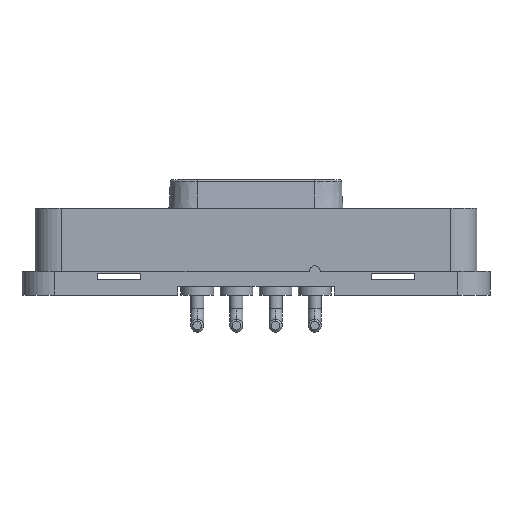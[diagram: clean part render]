
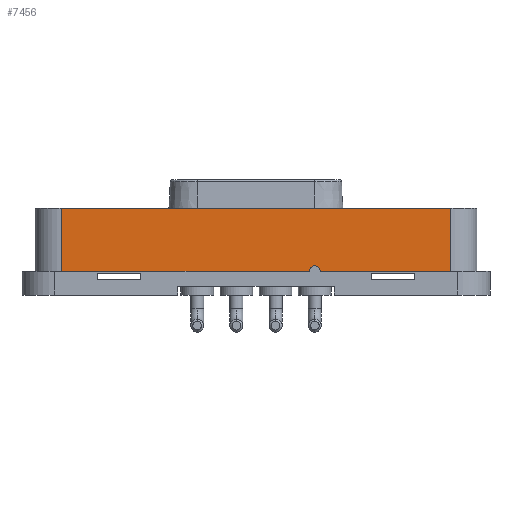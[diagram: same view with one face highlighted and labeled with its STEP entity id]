
A CAD part, front view. The second image highlights one B-rep face of the part: STEP entity #7456.
In plain terms, the highlighted planar face has unit normal (0, -1, 0).
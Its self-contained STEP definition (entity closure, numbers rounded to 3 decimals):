
#19 = VECTOR ( 'NONE', #6893, 1000. ) ;
#448 = ORIENTED_EDGE ( 'NONE', *, *, #5566, .F. ) ;
#595 = CARTESIAN_POINT ( 'NONE',  ( -8.95, -21.75, 0. ) ) ;
#645 = VERTEX_POINT ( 'NONE', #7155 ) ;
#810 = ORIENTED_EDGE ( 'NONE', *, *, #6317, .T. ) ;
#841 = CARTESIAN_POINT ( 'NONE',  ( -10.15, -21.75, -4. ) ) ;
#1389 = DIRECTION ( 'NONE',  ( 0., 0., 1. ) ) ;
#1442 = DIRECTION ( 'NONE',  ( -1., 0., 0. ) ) ;
#1757 = VERTEX_POINT ( 'NONE', #3404 ) ;
#2003 = CARTESIAN_POINT ( 'NONE',  ( -8.95, -21.75, -2.9 ) ) ;
#2388 = VECTOR ( 'NONE', #3109, 1000. ) ;
#2389 = DIRECTION ( 'NONE',  ( 0., 0., 1. ) ) ;
#2460 = FACE_OUTER_BOUND ( 'NONE', #7693, .T. ) ;
#2499 = ORIENTED_EDGE ( 'NONE', *, *, #3541, .F. ) ;
#2771 = CARTESIAN_POINT ( 'NONE',  ( -8.95, -21.75, 0. ) ) ;
#2791 = VERTEX_POINT ( 'NONE', #2795 ) ;
#2795 = CARTESIAN_POINT ( 'NONE',  ( -8.95, -21.75, 0. ) ) ;
#2809 = VERTEX_POINT ( 'NONE', #2003 ) ;
#3074 = CARTESIAN_POINT ( 'NONE',  ( 2.7, -21.75, -2.9 ) ) ;
#3109 = DIRECTION ( 'NONE',  ( -1., 0., 0. ) ) ;
#3199 = LINE ( 'NONE', #7022, #3602 ) ;
#3404 = CARTESIAN_POINT ( 'NONE',  ( 8.95, -21.75, -2.9 ) ) ;
#3439 = AXIS2_PLACEMENT_3D ( 'NONE', #841, #7230, #5857 ) ;
#3447 = LINE ( 'NONE', #2771, #19 ) ;
#3541 = EDGE_CURVE ( 'NONE', #1757, #9048, #3835, .T. ) ;
#3602 = VECTOR ( 'NONE', #1442, 1000. ) ;
#3637 = ORIENTED_EDGE ( 'NONE', *, *, #5600, .T. ) ;
#3835 = LINE ( 'NONE', #4614, #2388 ) ;
#4034 = VERTEX_POINT ( 'NONE', #8239 ) ;
#4614 = CARTESIAN_POINT ( 'NONE',  ( 8.95, -21.75, -2.9 ) ) ;
#4702 = LINE ( 'NONE', #595, #6545 ) ;
#5071 = VECTOR ( 'NONE', #1389, 1000. ) ;
#5451 = LINE ( 'NONE', #5585, #5071 ) ;
#5566 = EDGE_CURVE ( 'NONE', #2791, #4034, #4702, .T. ) ;
#5585 = CARTESIAN_POINT ( 'NONE',  ( 8.95, -21.75, -2.9 ) ) ;
#5600 = EDGE_CURVE ( 'NONE', #1757, #4034, #5451, .T. ) ;
#5786 = CIRCLE ( 'NONE', #8726, 0.25 ) ;
#5857 = DIRECTION ( 'NONE',  ( 0., 0., -1. ) ) ;
#5872 = DIRECTION ( 'NONE',  ( 0., -1., 0. ) ) ;
#6317 = EDGE_CURVE ( 'NONE', #2791, #2809, #3447, .T. ) ;
#6338 = DIRECTION ( 'NONE',  ( 1., 0., 0. ) ) ;
#6545 = VECTOR ( 'NONE', #6338, 1000. ) ;
#6893 = DIRECTION ( 'NONE',  ( 0., 0., -1. ) ) ;
#6918 = ORIENTED_EDGE ( 'NONE', *, *, #8929, .F. ) ;
#7022 = CARTESIAN_POINT ( 'NONE',  ( 2.45, -21.75, -2.9 ) ) ;
#7155 = CARTESIAN_POINT ( 'NONE',  ( 2.45, -21.75, -2.9 ) ) ;
#7230 = DIRECTION ( 'NONE',  ( 0., -1., 0. ) ) ;
#7456 = ADVANCED_FACE ( 'NONE', ( #2460 ), #8058, .T. ) ;
#7693 = EDGE_LOOP ( 'NONE', ( #2499, #3637, #448, #810, #6918, #7886 ) ) ;
#7886 = ORIENTED_EDGE ( 'NONE', *, *, #8793, .F. ) ;
#8058 = PLANE ( 'NONE',  #3439 ) ;
#8239 = CARTESIAN_POINT ( 'NONE',  ( 8.95, -21.75, 0. ) ) ;
#8506 = CARTESIAN_POINT ( 'NONE',  ( 2.95, -21.75, -2.9 ) ) ;
#8726 = AXIS2_PLACEMENT_3D ( 'NONE', #3074, #5872, #2389 ) ;
#8793 = EDGE_CURVE ( 'NONE', #9048, #645, #5786, .T. ) ;
#8929 = EDGE_CURVE ( 'NONE', #645, #2809, #3199, .T. ) ;
#9048 = VERTEX_POINT ( 'NONE', #8506 ) ;
